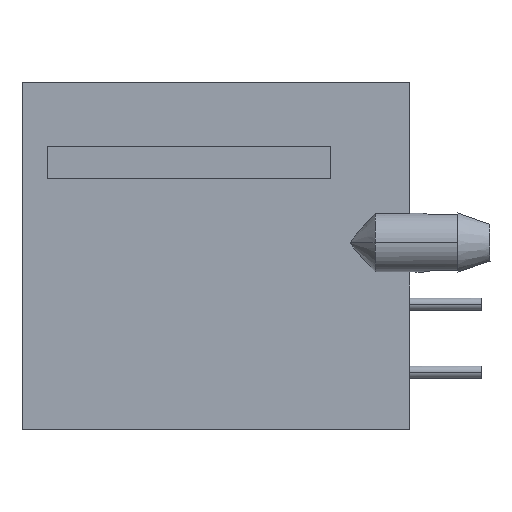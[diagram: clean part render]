
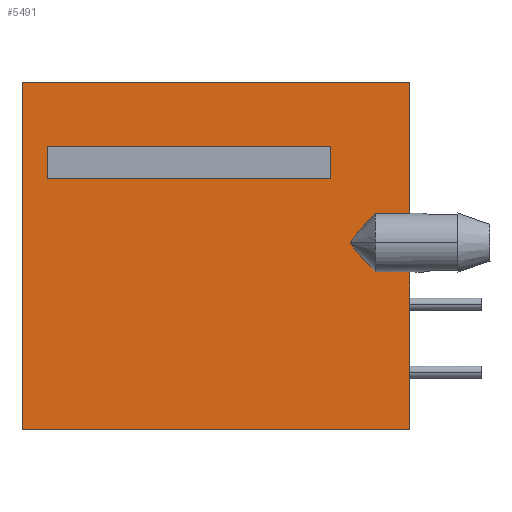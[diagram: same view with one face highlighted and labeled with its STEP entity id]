
A CAD part, left-side view. The second image highlights one B-rep face of the part: STEP entity #5491.
In plain terms, the highlighted face is planar.
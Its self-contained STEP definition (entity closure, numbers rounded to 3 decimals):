
#298 = CARTESIAN_POINT ( 'NONE',  ( 13., 0., -12.2 ) ) ;
#299 = CARTESIAN_POINT ( 'NONE',  ( 3.6, 2.95, -12.2 ) ) ;
#302 = CARTESIAN_POINT ( 'NONE',  ( 3.6, 13.55, -12.2 ) ) ;
#303 = CARTESIAN_POINT ( 'NONE',  ( 2.4, 2.95, -12.2 ) ) ;
#316 = CARTESIAN_POINT ( 'NONE',  ( 0., 14.5, -12.2 ) ) ;
#317 = CARTESIAN_POINT ( 'NONE',  ( 13., 14.5, -12.2 ) ) ;
#323 = CARTESIAN_POINT ( 'NONE',  ( 4.905, 0., -12.2 ) ) ;
#3096 = FACE_OUTER_BOUND ( 'NONE', #9547, .T. ) ;
#3117 = FACE_BOUND ( 'NONE', #9510, .T. ) ;
#3791 = VERTEX_POINT ( 'NONE', #299 ) ;
#3794 = VERTEX_POINT ( 'NONE', #298 ) ;
#3804 = VERTEX_POINT ( 'NONE', #323 ) ;
#3811 = VERTEX_POINT ( 'NONE', #317 ) ;
#3813 = VERTEX_POINT ( 'NONE', #316 ) ;
#3819 = VERTEX_POINT ( 'NONE', #302 ) ;
#3820 = VERTEX_POINT ( 'NONE', #303 ) ;
#3887 = PLANE ( 'NONE',  #7486 ) ;
#3890 = CARTESIAN_POINT ( 'NONE',  ( -0.26, -0.29, -12.2 ) ) ;
#3891 = DIRECTION ( 'NONE',  ( 1., 0., 0. ) ) ;
#3905 = DIRECTION ( 'NONE',  ( 0., 0., 1. ) ) ;
#4291 = LINE ( 'NONE', #6132, #4297 ) ;
#4297 = VECTOR ( 'NONE', #6127, 1000. ) ;
#4786 = VECTOR ( 'NONE', #6310, 1000. ) ;
#4797 = LINE ( 'NONE', #6273, #4786 ) ;
#4808 = LINE ( 'NONE', #6441, #4834 ) ;
#4818 = VECTOR ( 'NONE', #6444, 1000. ) ;
#4824 = VECTOR ( 'NONE', #6449, 1000. ) ;
#4834 = VECTOR ( 'NONE', #6413, 1000. ) ;
#4847 = VECTOR ( 'NONE', #6383, 1000. ) ;
#4852 = LINE ( 'NONE', #6456, #4818 ) ;
#4854 = LINE ( 'NONE', #6367, #4847 ) ;
#4859 = LINE ( 'NONE', #6445, #4824 ) ;
#4893 = VECTOR ( 'NONE', #6481, 1000. ) ;
#4898 = LINE ( 'NONE', #6480, #4893 ) ;
#4912 = VECTOR ( 'NONE', #6576, 1000. ) ;
#4913 = VECTOR ( 'NONE', #6554, 1000. ) ;
#4916 = LINE ( 'NONE', #6591, #4949 ) ;
#4939 = LINE ( 'NONE', #6559, #4912 ) ;
#4944 = LINE ( 'NONE', #6578, #4948 ) ;
#4948 = VECTOR ( 'NONE', #6562, 1000. ) ;
#4949 = VECTOR ( 'NONE', #6553, 1000. ) ;
#4951 = LINE ( 'NONE', #6570, #4913 ) ;
#5491 = ADVANCED_FACE ( 'NONE', ( #3117, #3096 ), #3887, .F. ) ;
#5587 = CARTESIAN_POINT ( 'NONE',  ( 4.905, 1.3, -12.2 ) ) ;
#5616 = CARTESIAN_POINT ( 'NONE',  ( 5.525, 1.854, -12.2 ) ) ;
#5619 = CARTESIAN_POINT ( 'NONE',  ( 5.75, 2.048, -12.2 ) ) ;
#5622 = CARTESIAN_POINT ( 'NONE',  ( 5.795, 2.086, -12.2 ) ) ;
#5630 = CARTESIAN_POINT ( 'NONE',  ( 5.89, 2.158, -12.2 ) ) ;
#5636 = CARTESIAN_POINT ( 'NONE',  ( 6., 2.2, -12.2 ) ) ;
#5641 = CARTESIAN_POINT ( 'NONE',  ( 5.866, 2.14, -12.2 ) ) ;
#5647 = CARTESIAN_POINT ( 'NONE',  ( 5.97, 2.2, -12.2 ) ) ;
#5649 = CARTESIAN_POINT ( 'NONE',  ( 5.081, 1.459, -12.2 ) ) ;
#5653 = CARTESIAN_POINT ( 'NONE',  ( 5.942, 2.188, -12.2 ) ) ;
#5657 = CARTESIAN_POINT ( 'NONE',  ( 5.614, 1.932, -12.2 ) ) ;
#5661 = CARTESIAN_POINT ( 'NONE',  ( 5.258, 1.617, -12.2 ) ) ;
#6127 = DIRECTION ( 'NONE',  ( 0., 1., 0. ) ) ;
#6132 = CARTESIAN_POINT ( 'NONE',  ( 7.095, -0.25, -12.2 ) ) ;
#6273 = CARTESIAN_POINT ( 'NONE',  ( 6.5, 2.95, -12.2 ) ) ;
#6310 = DIRECTION ( 'NONE',  ( -1., 0., 0. ) ) ;
#6367 = CARTESIAN_POINT ( 'NONE',  ( 2.4, 7.25, -12.2 ) ) ;
#6383 = DIRECTION ( 'NONE',  ( 0., 1., 0. ) ) ;
#6412 = CARTESIAN_POINT ( 'NONE',  ( 6.475, 1.854, -12.2 ) ) ;
#6413 = DIRECTION ( 'NONE',  ( 0., 1., 0. ) ) ;
#6414 = CARTESIAN_POINT ( 'NONE',  ( 6.205, 2.086, -12.2 ) ) ;
#6416 = CARTESIAN_POINT ( 'NONE',  ( 6., 2.2, -12.2 ) ) ;
#6418 = CARTESIAN_POINT ( 'NONE',  ( 6.11, 2.158, -12.2 ) ) ;
#6420 = CARTESIAN_POINT ( 'NONE',  ( 6.919, 1.459, -12.2 ) ) ;
#6425 = CARTESIAN_POINT ( 'NONE',  ( 6.386, 1.932, -12.2 ) ) ;
#6428 = CARTESIAN_POINT ( 'NONE',  ( 6.134, 2.14, -12.2 ) ) ;
#6433 = CARTESIAN_POINT ( 'NONE',  ( 6.058, 2.188, -12.2 ) ) ;
#6438 = CARTESIAN_POINT ( 'NONE',  ( 7.095, 1.3, -12.2 ) ) ;
#6441 = CARTESIAN_POINT ( 'NONE',  ( 13., 7.25, -12.2 ) ) ;
#6444 = DIRECTION ( 'NONE',  ( 0., -1., 0. ) ) ;
#6445 = CARTESIAN_POINT ( 'NONE',  ( 4.905, -0.25, -12.2 ) ) ;
#6447 = CARTESIAN_POINT ( 'NONE',  ( 6.25, 2.048, -12.2 ) ) ;
#6448 = CARTESIAN_POINT ( 'NONE',  ( 6.742, 1.617, -12.2 ) ) ;
#6449 = DIRECTION ( 'NONE',  ( 0., -1., 0. ) ) ;
#6456 = CARTESIAN_POINT ( 'NONE',  ( 3.6, 7.25, -12.2 ) ) ;
#6457 = CARTESIAN_POINT ( 'NONE',  ( 6.03, 2.2, -12.2 ) ) ;
#6480 = CARTESIAN_POINT ( 'NONE',  ( 6.5, 0., -12.2 ) ) ;
#6481 = DIRECTION ( 'NONE',  ( 1., 0., 0. ) ) ;
#6553 = DIRECTION ( 'NONE',  ( 1., 0., 0. ) ) ;
#6554 = DIRECTION ( 'NONE',  ( 1., 0., 0. ) ) ;
#6559 = CARTESIAN_POINT ( 'NONE',  ( 6.5, 14.5, -12.2 ) ) ;
#6562 = DIRECTION ( 'NONE',  ( 0., -1., 0. ) ) ;
#6570 = CARTESIAN_POINT ( 'NONE',  ( 6.5, 0., -12.2 ) ) ;
#6576 = DIRECTION ( 'NONE',  ( -1., 0., 0. ) ) ;
#6578 = CARTESIAN_POINT ( 'NONE',  ( 0., 7.25, -12.2 ) ) ;
#6591 = CARTESIAN_POINT ( 'NONE',  ( 6.5, 13.55, -12.2 ) ) ;
#6763 = B_SPLINE_CURVE_WITH_KNOTS ( 'NONE', 3,
 ( #5587, #5649, #5661, #5616, #5657, #5619, #5622, #5641, #5630, #5653, #5647, #5636 ),
 .UNSPECIFIED., .F., .F.,
 ( 4, 2, 2, 2, 2, 4 ),
 ( 0., 0.001, 0.001, 0.001, 0.001, 0.001 ),
 .UNSPECIFIED. ) ;
#6764 = B_SPLINE_CURVE_WITH_KNOTS ( 'NONE', 3,
 ( #6416, #6457, #6433, #6418, #6428, #6414, #6447, #6425, #6412, #6448, #6420, #6438 ),
 .UNSPECIFIED., .F., .F.,
 ( 4, 2, 2, 2, 2, 4 ),
 ( 0.001, 0.002, 0.002, 0.002, 0.002, 0.003 ),
 .UNSPECIFIED. ) ;
#7239 = EDGE_CURVE ( 'NONE', #9020, #8855, #4291, .T. ) ;
#7278 = EDGE_CURVE ( 'NONE', #8871, #9030, #6763, .T. ) ;
#7486 = AXIS2_PLACEMENT_3D ( 'NONE', #3890, #3905, #3891 ) ;
#8309 = ORIENTED_EDGE ( 'NONE', *, *, #7239, .T. ) ;
#8317 = ORIENTED_EDGE ( 'NONE', *, *, #8688, .F. ) ;
#8318 = ORIENTED_EDGE ( 'NONE', *, *, #8742, .F. ) ;
#8320 = ORIENTED_EDGE ( 'NONE', *, *, #7278, .F. ) ;
#8322 = ORIENTED_EDGE ( 'NONE', *, *, #8681, .T. ) ;
#8331 = ORIENTED_EDGE ( 'NONE', *, *, #8743, .F. ) ;
#8353 = ORIENTED_EDGE ( 'NONE', *, *, #8709, .F. ) ;
#8366 = ORIENTED_EDGE ( 'NONE', *, *, #8692, .F. ) ;
#8367 = ORIENTED_EDGE ( 'NONE', *, *, #8737, .F. ) ;
#8375 = ORIENTED_EDGE ( 'NONE', *, *, #8674, .F. ) ;
#8382 = ORIENTED_EDGE ( 'NONE', *, *, #8629, .F. ) ;
#8391 = ORIENTED_EDGE ( 'NONE', *, *, #8745, .F. ) ;
#8398 = ORIENTED_EDGE ( 'NONE', *, *, #8686, .F. ) ;
#8629 = EDGE_CURVE ( 'NONE', #3791, #3820, #4797, .T. ) ;
#8674 = EDGE_CURVE ( 'NONE', #3820, #9062, #4854, .T. ) ;
#8681 = EDGE_CURVE ( 'NONE', #8871, #3804, #4859, .T. ) ;
#8686 = EDGE_CURVE ( 'NONE', #3794, #3811, #4808, .T. ) ;
#8688 = EDGE_CURVE ( 'NONE', #3819, #3791, #4852, .T. ) ;
#8692 = EDGE_CURVE ( 'NONE', #9030, #8855, #6764, .T. ) ;
#8709 = EDGE_CURVE ( 'NONE', #9041, #3804, #4898, .T. ) ;
#8737 = EDGE_CURVE ( 'NONE', #3811, #3813, #4939, .T. ) ;
#8742 = EDGE_CURVE ( 'NONE', #3813, #9041, #4944, .T. ) ;
#8743 = EDGE_CURVE ( 'NONE', #9020, #3794, #4951, .T. ) ;
#8745 = EDGE_CURVE ( 'NONE', #9062, #3819, #4916, .T. ) ;
#8855 = VERTEX_POINT ( 'NONE', #10664 ) ;
#8871 = VERTEX_POINT ( 'NONE', #10671 ) ;
#9020 = VERTEX_POINT ( 'NONE', #10811 ) ;
#9030 = VERTEX_POINT ( 'NONE', #10767 ) ;
#9041 = VERTEX_POINT ( 'NONE', #10796 ) ;
#9062 = VERTEX_POINT ( 'NONE', #10802 ) ;
#9510 = EDGE_LOOP ( 'NONE', ( #8375, #8382, #8317, #8391 ) ) ;
#9547 = EDGE_LOOP ( 'NONE', ( #8353, #8318, #8367, #8398, #8331, #8309, #8366, #8320, #8322 ) ) ;
#10664 = CARTESIAN_POINT ( 'NONE',  ( 7.095, 1.3, -12.2 ) ) ;
#10671 = CARTESIAN_POINT ( 'NONE',  ( 4.905, 1.3, -12.2 ) ) ;
#10767 = CARTESIAN_POINT ( 'NONE',  ( 6., 2.2, -12.2 ) ) ;
#10796 = CARTESIAN_POINT ( 'NONE',  ( 0., 0., -12.2 ) ) ;
#10802 = CARTESIAN_POINT ( 'NONE',  ( 2.4, 13.55, -12.2 ) ) ;
#10811 = CARTESIAN_POINT ( 'NONE',  ( 7.095, 0., -12.2 ) ) ;
